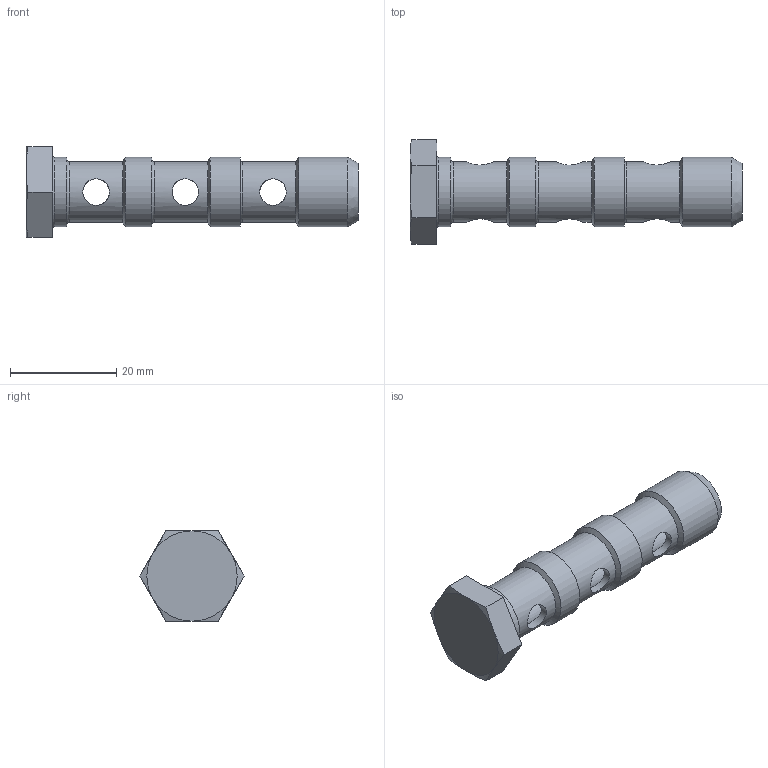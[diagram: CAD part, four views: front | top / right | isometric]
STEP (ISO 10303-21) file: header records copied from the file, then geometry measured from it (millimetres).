
FILE_DESCRIPTION(/* description */ ('STEP AP214'),/* implementation_level */ '2;1');
FILE_NAME(/* name */ '2335_VT-1_4-3',/* time_stamp */ '2024-09-16T10:08:35+02:00',/* author */ ('License CC BY-ND 4.0'),/* organization */ ('CADENAS'),/* preprocessor_version */ 'ST-DEVELOPER v19.3',/* originating_system */ 'PARTsolutions',/* authorisation */ ' ');
FILE_SCHEMA (('AUTOMOTIVE_DESIGN {1 0 10303 214 3 1 1}'));
Length unit declared in the file: millimetre
Products named in the file (1): 2335 VT-1/4-3
Bounding box: 62.5 x 19.63 x 17 mm (x, y, z)
Volume: 4628.1 mm3; surface area: 4387.4 mm2
Topology: 1 solids, 1 shells, 42 faces, 89 edges, 53 vertices
Faces by surface type: cylinder 14, plane 12, cone 12, torus 4
Full cylindrical faces by diameter (mm): 5 x6, 8.5 x1, 11.3 x3, 13.1 x3, 13.157 x1
Entity records: 1206 total; most frequent: CARTESIAN_POINT 376, DIRECTION 154, ORIENTED_EDGE 128, FACE_BOUND 83, EDGE_LOOP 82, AXIS2_PLACEMENT_3D 71, EDGE_CURVE 64, VERTEX_POINT 53
